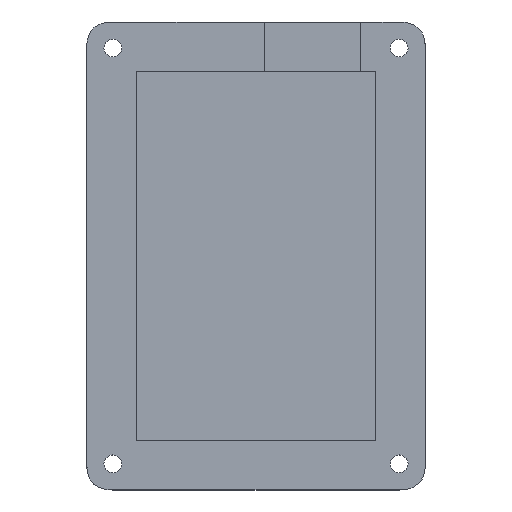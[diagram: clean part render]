
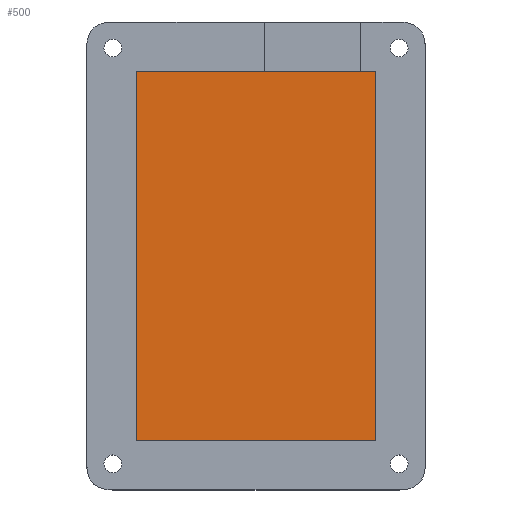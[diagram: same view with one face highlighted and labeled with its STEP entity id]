
A CAD part, top view. The second image highlights one B-rep face of the part: STEP entity #500.
In plain terms, the highlighted planar face has unit normal (0, 0, 1).
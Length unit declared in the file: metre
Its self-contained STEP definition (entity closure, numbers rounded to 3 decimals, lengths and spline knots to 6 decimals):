
#152=ORIENTED_EDGE('',*,*,#211,.F.);
#153=ORIENTED_EDGE('',*,*,#188,.T.);
#154=ORIENTED_EDGE('',*,*,#229,.T.);
#155=ORIENTED_EDGE('',*,*,#214,.F.);
#188=EDGE_CURVE('',#253,#252,#300,.T.);
#211=EDGE_CURVE('',#253,#274,#313,.T.);
#214=EDGE_CURVE('',#274,#276,#316,.T.);
#229=EDGE_CURVE('',#252,#276,#321,.T.);
#252=VERTEX_POINT('',#691);
#253=VERTEX_POINT('',#693);
#274=VERTEX_POINT('',#758);
#276=VERTEX_POINT('',#764);
#300=LINE('',#692,#332);
#313=LINE('',#757,#345);
#316=LINE('',#763,#348);
#321=LINE('',#808,#353);
#332=VECTOR('',#571,1.);
#345=VECTOR('',#598,1.);
#348=VECTOR('',#603,1.);
#353=VECTOR('',#632,1.);
#402=EDGE_LOOP('',(#152,#153,#154,#155));
#452=FACE_BOUND('',#402,.T.);
#474=PLANE('',#559);
#500=ADVANCED_FACE('',(#452),#474,.T.);
#559=AXIS2_PLACEMENT_3D('',#862,#671,#672);
#571=DIRECTION('',(-1.,0.,0.));
#598=DIRECTION('',(0.,-1.,0.));
#603=DIRECTION('',(-1.,0.,0.));
#632=DIRECTION('',(0.,-1.,0.));
#671=DIRECTION('',(0.,0.,1.));
#672=DIRECTION('',(1.,0.,0.));
#691=CARTESIAN_POINT('',(-0.023,0.035413,0.003));
#692=CARTESIAN_POINT('',(0.,0.035413,0.003));
#693=CARTESIAN_POINT('',(0.023,0.035413,0.003));
#757=CARTESIAN_POINT('',(0.023,0.,0.003));
#758=CARTESIAN_POINT('',(0.023,-0.035413,0.003));
#763=CARTESIAN_POINT('',(0.,-0.035413,0.003));
#764=CARTESIAN_POINT('',(-0.023,-0.035413,0.003));
#808=CARTESIAN_POINT('',(-0.023,0.,0.003));
#862=CARTESIAN_POINT('',(0.,0.,0.003));
